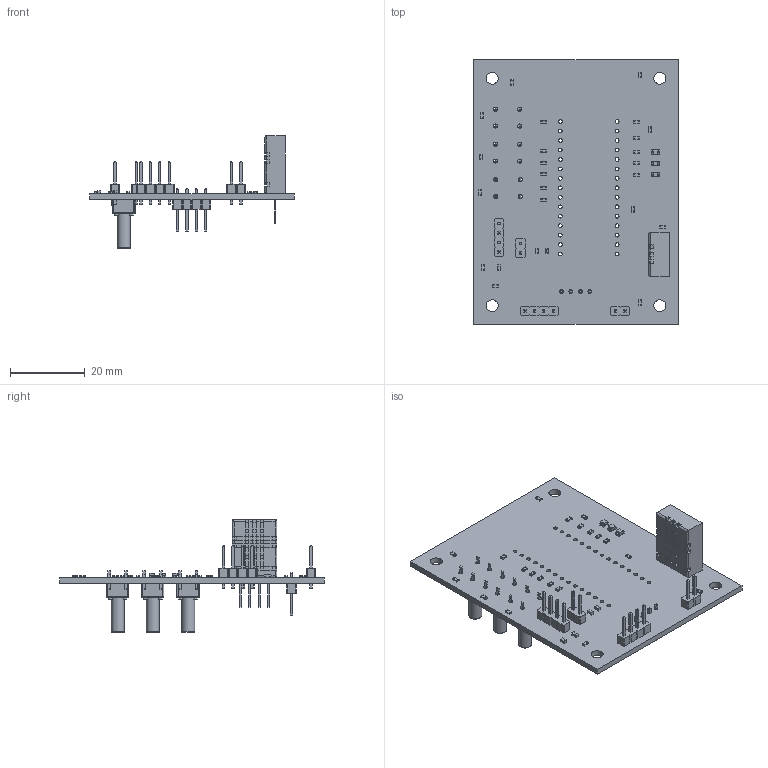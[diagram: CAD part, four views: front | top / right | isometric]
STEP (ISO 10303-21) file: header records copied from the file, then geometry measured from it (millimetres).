
FILE_DESCRIPTION(('KiCad electronic assembly'),'2;1');
FILE_NAME('plaqchek_mlb.step','2025-01-14T18:36:59',('Pcbnew'),('Kicad') ,'Open CASCADE STEP processor 7.6','KiCad to STEP converter','Unknown' );
FILE_SCHEMA(('AUTOMOTIVE_DESIGN { 1 0 10303 214 1 1 1 1 }'));
Length unit declared in the file: millimetre
Products named in the file (16): plaqchek_mlb 1; R_0603_1608Metric; SOLID; C_0603_1608Metric; LED_0805_2012Metric; PinHeader_1x02_P2.54mm_Vertical; PinHeader_1x04_P2.54mm_Vertical; Aosong_DHT11_5.5x12.0_P2.54mm; SW_PUSH_6mm_H13mm; plaqchek_mlb PCB
Assembly tree (45 placements, depth 3):
  plaqchek_mlb 1
    R_0603_1608Metric  x20
      SOLID
    C_0603_1608Metric  x5
      SOLID
    LED_0805_2012Metric  x3
      SOLID
    PinHeader_1x02_P2.54mm_Vertical  x2
      SOLID
    PinHeader_1x04_P2.54mm_Vertical  x3
      SOLID
    Aosong_DHT11_5.5x12.0_P2.54mm
      SOLID
    SW_PUSH_6mm_H13mm  x3
      SOLID
    plaqchek_mlb PCB
Bounding box: 55 x 71 x 30.18 mm (x, y, z)
Volume: 8049.5 mm3; surface area: 11170 mm2
Topology: 38 solids, 38 shells, 1890 faces, 4878 edges, 3091 vertices
Faces by surface type: plane 1441, cylinder 446, torus 3
Full cylindrical faces by diameter (mm): 0.8 x4, 1 x58, 1.1 x12, 3.2 x4, 3.5 x3
Entity records: 52298 total; most frequent: CARTESIAN_POINT 9027, DIRECTION 7268, LINE 5025, VECTOR 5025, ORIENTED_EDGE 3760, PCURVE 3760, DEFINITIONAL_REPRESENTATION 3760, EDGE_CURVE 1880
